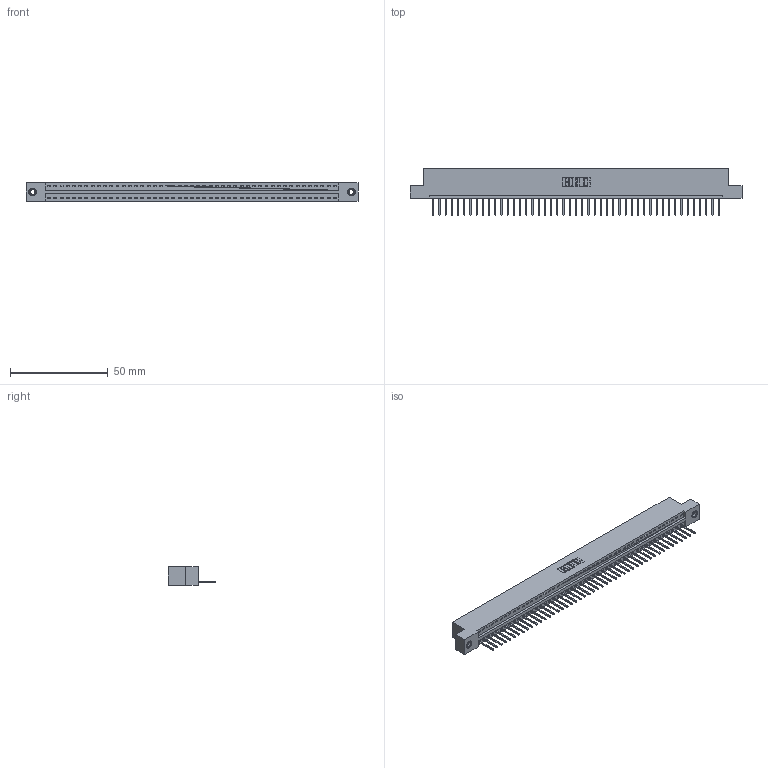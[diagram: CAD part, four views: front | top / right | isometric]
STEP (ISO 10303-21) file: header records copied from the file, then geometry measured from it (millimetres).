
FILE_DESCRIPTION (( 'STEP AP203' ), '1' );
FILE_NAME ('346-047-526-107.STEP', '2022-05-09T21:45:07', ( '' ), ( '' ), 'SwSTEP 2.0', 'SolidWorks 2020', '' );
FILE_SCHEMA (( 'CONFIG_CONTROL_DESIGN' ));
Length unit declared in the file: inch
Products named in the file (4): 346-047-526-107; 345-250-001_345-250-005-103; 345-292-001_345-293-126; 346 Part_Flush Mounting Lugs - 0.156 Dia-TI
Assembly tree (50 placements, depth 2):
  346-047-526-107
    346 Part_Flush Mounting Lugs - 0.156 Dia-TI
    345-292-001_345-293-126  x47
    345-250-001_345-250-005-103  x2
Bounding box: 169.8 x 24.13 x 9.4 mm (x, y, z)
Volume: 592.4 mm3; surface area: 19960.6 mm2
Topology: 49 solids, 50 shells, 2908 faces, 8737 edges, 5753 vertices
Faces by surface type: plane 1988, cylinder 904, cone 12, torus 4
Entity records: 29700 total; most frequent: CARTESIAN_POINT 5072, ORIENTED_EDGE 5046, DIRECTION 4495, EDGE_CURVE 2523, LINE 2183, VECTOR 2183, VERTEX_POINT 1676, AXIS2_PLACEMENT_3D 1156
